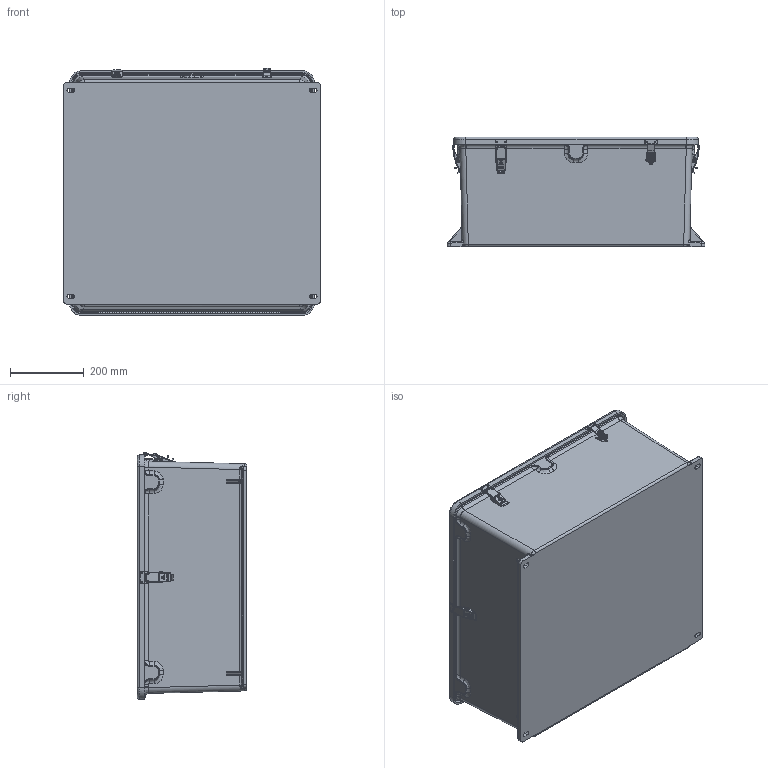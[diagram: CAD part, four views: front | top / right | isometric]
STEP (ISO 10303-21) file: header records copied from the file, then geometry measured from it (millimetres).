
FILE_DESCRIPTION (( 'STEP AP214' ), '1' );
FILE_NAME ('M2424HPLSL.STEP', '2020-10-06T16:24:42', ( '' ), ( '' ), 'SwSTEP 2.0', 'SolidWorks 2019', '' );
FILE_SCHEMA (( 'AUTOMOTIVE_DESIGN' ));
Length unit declared in the file: inch
Products named in the file (1): M2424HPLSL
Bounding box: 698.5 x 297.14 x 670.15 mm (x, y, z)
Volume: 8653239.3 mm3; surface area: 3412477.9 mm2
Topology: 60 solids, 60 shells, 3818 faces, 9836 edges, 6038 vertices
Faces by surface type: plane 1469, bspline 1185, cylinder 1057, cone 107
Full cylindrical faces by diameter (mm): 2.159 x79, 2.337 x1, 2.489 x2, 2.64 x26, 3.048 x3, 3.175 x18, 3.3 x2, 3.302 x6, 3.327 x12, 3.378 x2, 3.429 x27, 3.531 x28, 3.556 x14, 4.306 x6, 5 x1, 5.182 x4, 7.62 x6, 7.874 x2, 9.525 x3, 9.931 x8, 13.31 x1, 13.589 x1, 15.088 x1, 15.494 x1
Entity records: 191027 total; most frequent: CARTESIAN_POINT 108401, ORIENTED_EDGE 18300, DIRECTION 13856, EDGE_CURVE 9150, VERTEX_POINT 5903, VECTOR 4680, LINE 4680, EDGE_LOOP 4661
